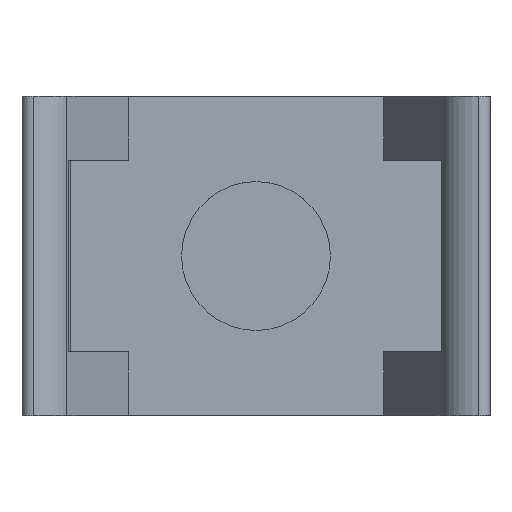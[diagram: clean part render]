
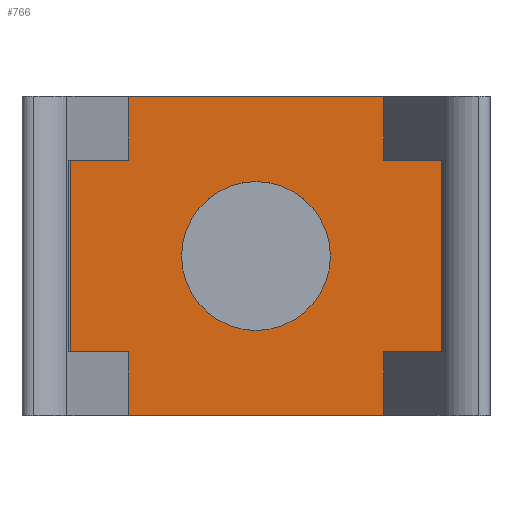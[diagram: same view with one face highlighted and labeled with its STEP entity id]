
A CAD part, top view. The second image highlights one B-rep face of the part: STEP entity #766.
In plain terms, the highlighted planar face has unit normal (0, 0, 1).
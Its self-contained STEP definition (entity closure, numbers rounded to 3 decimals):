
#15=FACE_BOUND($,#113,.T.);
#71=FACE_OUTER_BOUND($,#112,.T.);
#112=EDGE_LOOP($,(#661,#662,#663,#664,#665,#666,#667,#668,#669,#670,#671,
#672));
#113=EDGE_LOOP($,(#673));
#145=CIRCLE($,#824,3.5);
#179=LINE($,#1170,#257);
#186=LINE($,#1186,#264);
#200=LINE($,#1237,#278);
#203=LINE($,#1242,#281);
#206=LINE($,#1248,#284);
#207=LINE($,#1252,#285);
#210=LINE($,#1256,#288);
#213=LINE($,#1261,#291);
#214=LINE($,#1264,#292);
#216=LINE($,#1266,#294);
#219=LINE($,#1274,#297);
#220=LINE($,#1275,#298);
#257=VECTOR($,#938,12.);
#264=VECTOR($,#951,9.);
#278=VECTOR($,#1003,5.);
#281=VECTOR($,#1008,5.);
#284=VECTOR($,#1013,5.);
#285=VECTOR($,#1016,5.);
#288=VECTOR($,#1021,3.);
#291=VECTOR($,#1024,3.);
#292=VECTOR($,#1027,3.);
#294=VECTOR($,#1029,3.);
#297=VECTOR($,#1040,12.);
#298=VECTOR($,#1041,9.);
#341=VERTEX_POINT($,#1167);
#342=VERTEX_POINT($,#1169);
#346=VERTEX_POINT($,#1182);
#348=VERTEX_POINT($,#1185);
#364=VERTEX_POINT($,#1230);
#366=VERTEX_POINT($,#1236);
#367=VERTEX_POINT($,#1240);
#368=VERTEX_POINT($,#1244);
#369=VERTEX_POINT($,#1246);
#370=VERTEX_POINT($,#1250);
#371=VERTEX_POINT($,#1251);
#373=VERTEX_POINT($,#1259);
#374=VERTEX_POINT($,#1263);
#429=EDGE_CURVE($,#342,#341,#179,.T.);
#437=EDGE_CURVE($,#346,#348,#186,.T.);
#459=EDGE_CURVE($,#364,#364,#145,.T.);
#461=EDGE_CURVE($,#348,#366,#200,.T.);
#464=EDGE_CURVE($,#346,#367,#203,.T.);
#467=EDGE_CURVE($,#369,#368,#206,.T.);
#468=EDGE_CURVE($,#370,#371,#207,.T.);
#471=EDGE_CURVE($,#341,#366,#210,.T.);
#474=EDGE_CURVE($,#367,#373,#213,.T.);
#475=EDGE_CURVE($,#370,#374,#214,.T.);
#477=EDGE_CURVE($,#342,#369,#216,.T.);
#481=EDGE_CURVE($,#373,#374,#219,.T.);
#482=EDGE_CURVE($,#368,#371,#220,.T.);
#661=ORIENTED_EDGE($,*,*,#481,.T.);
#662=ORIENTED_EDGE($,*,*,#475,.F.);
#663=ORIENTED_EDGE($,*,*,#468,.T.);
#664=ORIENTED_EDGE($,*,*,#482,.F.);
#665=ORIENTED_EDGE($,*,*,#467,.F.);
#666=ORIENTED_EDGE($,*,*,#477,.F.);
#667=ORIENTED_EDGE($,*,*,#429,.T.);
#668=ORIENTED_EDGE($,*,*,#471,.T.);
#669=ORIENTED_EDGE($,*,*,#461,.F.);
#670=ORIENTED_EDGE($,*,*,#437,.F.);
#671=ORIENTED_EDGE($,*,*,#464,.T.);
#672=ORIENTED_EDGE($,*,*,#474,.T.);
#673=ORIENTED_EDGE($,*,*,#459,.T.);
#727=PLANE($,#836);
#766=ADVANCED_FACE($,(#71,#15),#727,.T.);
#824=AXIS2_PLACEMENT_3D($,#1231,#995,#996);
#836=AXIS2_PLACEMENT_3D($,#1273,#1038,#1039);
#938=DIRECTION($,(-1.,0.,0.));
#951=DIRECTION($,(0.,1.,0.));
#995=DIRECTION('center_axis',(0.,0.,-1.));
#996=DIRECTION('ref_axis',(-1.,0.,0.));
#1003=DIRECTION($,(1.,0.,0.));
#1008=DIRECTION($,(1.,0.,0.));
#1013=DIRECTION($,(1.,0.,0.));
#1016=DIRECTION($,(1.,0.,0.));
#1021=DIRECTION($,(0.,-1.,0.));
#1024=DIRECTION($,(0.,-1.,0.));
#1027=DIRECTION($,(0.,-1.,0.));
#1029=DIRECTION($,(0.,-1.,0.));
#1038=DIRECTION('center_axis',(0.,0.,1.));
#1039=DIRECTION('ref_axis',(0.,-1.,0.));
#1040=DIRECTION($,(1.,0.,0.));
#1041=DIRECTION($,(0.,-1.,0.));
#1167=CARTESIAN_POINT('',(-6.,7.5,5.));
#1169=CARTESIAN_POINT('',(6.,7.5,5.));
#1170=CARTESIAN_POINT($,(6.,7.5,5.));
#1182=CARTESIAN_POINT('',(-11.,-4.5,5.));
#1185=CARTESIAN_POINT('',(-11.,4.5,5.));
#1186=CARTESIAN_POINT($,(-11.,-4.5,5.));
#1230=CARTESIAN_POINT('',(-3.5,0.,5.));
#1231=CARTESIAN_POINT('Origin',(0.,0.,5.));
#1236=CARTESIAN_POINT('',(-6.,4.5,5.));
#1237=CARTESIAN_POINT($,(-11.,4.5,5.));
#1240=CARTESIAN_POINT('',(-6.,-4.5,5.));
#1242=CARTESIAN_POINT($,(-11.,-4.5,5.));
#1244=CARTESIAN_POINT('',(11.,4.5,5.));
#1246=CARTESIAN_POINT('',(6.,4.5,5.));
#1248=CARTESIAN_POINT($,(6.,4.5,5.));
#1250=CARTESIAN_POINT('',(6.,-4.5,5.));
#1251=CARTESIAN_POINT('',(11.,-4.5,5.));
#1252=CARTESIAN_POINT($,(6.,-4.5,5.));
#1256=CARTESIAN_POINT($,(-6.,7.5,5.));
#1259=CARTESIAN_POINT('',(-6.,-7.5,5.));
#1261=CARTESIAN_POINT($,(-6.,-4.5,5.));
#1263=CARTESIAN_POINT('',(6.,-7.5,5.));
#1264=CARTESIAN_POINT($,(6.,-4.5,5.));
#1266=CARTESIAN_POINT($,(6.,7.5,5.));
#1273=CARTESIAN_POINT('Origin',(-6.,0.,5.));
#1274=CARTESIAN_POINT($,(-6.,-7.5,5.));
#1275=CARTESIAN_POINT($,(11.,4.5,5.));
